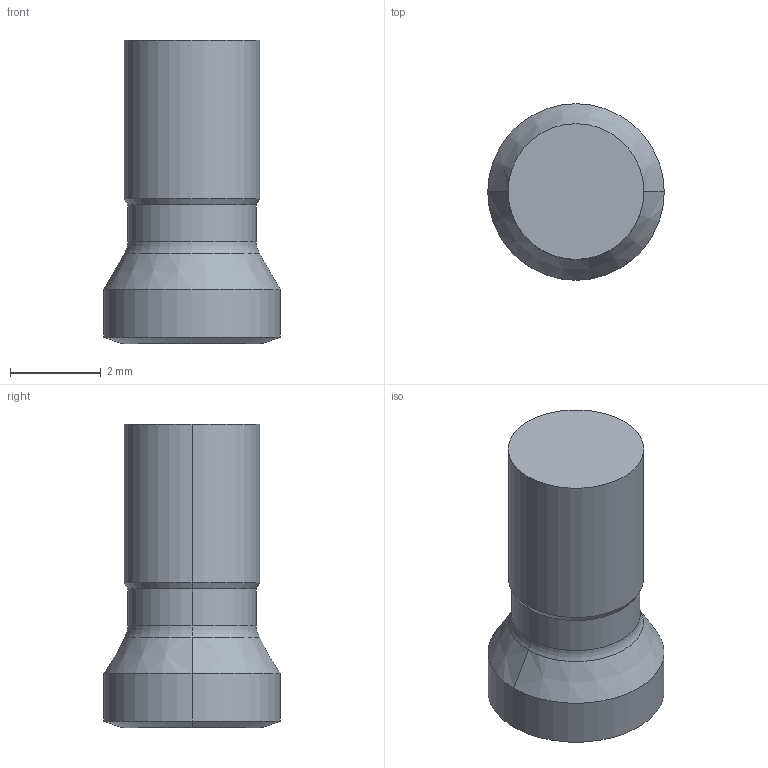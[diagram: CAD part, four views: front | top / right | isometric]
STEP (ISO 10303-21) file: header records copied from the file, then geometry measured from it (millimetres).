
FILE_DESCRIPTION(/* description */ (''),/* implementation_level */ '2;1');
FILE_NAME(/* name */ 'TS33.stp',/* time_stamp */ '2022-02-03T10:32:25+09:00',/* author */ (''),/* organization */ (''),/* preprocessor_version */ 'ST-DEVELOPER v16',/* originating_system */ 'SIEMENS PLM Software NX 10.0',/* authorisation */ '');
FILE_SCHEMA (('AUTOMOTIVE_DESIGN { 1 0 10303 214 3 1 1 1 }'));
Length unit declared in the file: millimetre
Products named in the file (1): TS33
Bounding box: 3.9 x 3.9 x 6.7 mm (x, y, z)
Volume: 48.9 mm3; surface area: 98 mm2
Topology: 1 solids, 1 shells, 30 faces, 72 edges, 44 vertices
Faces by surface type: cylinder 18, cone 6, plane 2, torus 2, sphere 2
Entity records: 1129 total; most frequent: CARTESIAN_POINT 393, DIRECTION 154, ORIENTED_EDGE 140, EDGE_CURVE 70, AXIS2_PLACEMENT_3D 65, VERTEX_POINT 43, CIRCLE 32, EDGE_LOOP 31
